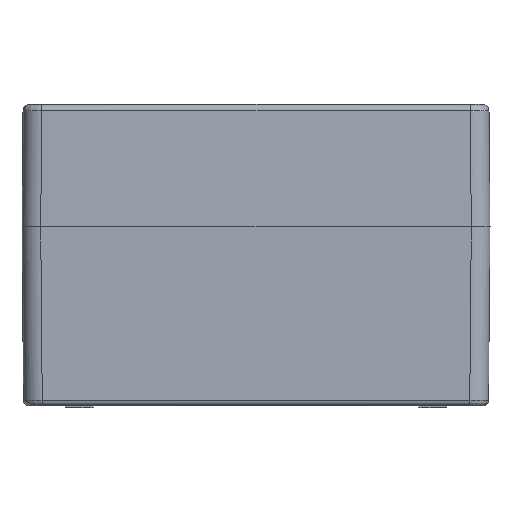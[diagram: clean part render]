
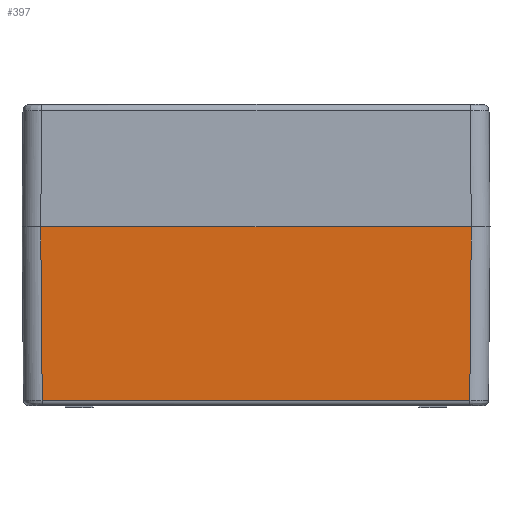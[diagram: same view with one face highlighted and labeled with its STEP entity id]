
A CAD part, left-side view. The second image highlights one B-rep face of the part: STEP entity #397.
In plain terms, the highlighted planar face has unit normal (-1, 0, -0.009).
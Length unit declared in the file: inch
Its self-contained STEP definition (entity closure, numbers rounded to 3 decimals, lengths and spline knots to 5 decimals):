
#324 = VECTOR ( 'NONE', #13062, 39.37008 ) ;
#397 = ADVANCED_FACE ( 'NONE', ( #17169 ), #10356, .T. ) ;
#1567 = VERTEX_POINT ( 'NONE', #2006 ) ;
#2006 = CARTESIAN_POINT ( 'NONE',  ( -4.9879, 4.49578, -3.64276 ) ) ;
#2268 = CARTESIAN_POINT ( 'NONE',  ( -5.01969, 4.92126, 0. ) ) ;
#2529 = DIRECTION ( 'NONE',  ( 0., 1., 0. ) ) ;
#3348 = CARTESIAN_POINT ( 'NONE',  ( -5.01969, -4.52757, 0. ) ) ;
#3489 = CARTESIAN_POINT ( 'NONE',  ( -5.01934, -4.52723, -0.03951 ) ) ;
#3596 = EDGE_CURVE ( 'NONE', #15221, #1567, #14823, .T. ) ;
#4185 = DIRECTION ( 'NONE',  ( -0.009, 0.009, 1. ) ) ;
#4450 = CARTESIAN_POINT ( 'NONE',  ( -5.01933, 4.52722, -0.04036 ) ) ;
#4921 = LINE ( 'NONE', #3489, #324 ) ;
#5072 = CARTESIAN_POINT ( 'NONE',  ( -5.01969, 4.52757, 0. ) ) ;
#5884 = LINE ( 'NONE', #4450, #11349 ) ;
#6925 = ORIENTED_EDGE ( 'NONE', *, *, #6943, .F. ) ;
#6943 = EDGE_CURVE ( 'NONE', #1567, #16056, #5884, .T. ) ;
#8280 = ORIENTED_EDGE ( 'NONE', *, *, #13269, .F. ) ;
#8926 = CARTESIAN_POINT ( 'NONE',  ( -5.01969, 4.92126, 0. ) ) ;
#10260 = DIRECTION ( 'NONE',  ( -0.009, 0., 1. ) ) ;
#10356 = PLANE ( 'NONE',  #10614 ) ;
#10614 = AXIS2_PLACEMENT_3D ( 'NONE', #8926, #13122, #10260 ) ;
#10807 = CARTESIAN_POINT ( 'NONE',  ( -4.9879, -4.49578, -3.64276 ) ) ;
#11258 = EDGE_CURVE ( 'NONE', #14007, #16056, #12128, .T. ) ;
#11349 = VECTOR ( 'NONE', #4185, 39.37008 ) ;
#12128 = LINE ( 'NONE', #2268, #16273 ) ;
#12311 = VECTOR ( 'NONE', #2529, 39.37008 ) ;
#13062 = DIRECTION ( 'NONE',  ( 0.009, 0.009, -1. ) ) ;
#13122 = DIRECTION ( 'NONE',  ( -1., 0., -0.009 ) ) ;
#13269 = EDGE_CURVE ( 'NONE', #14007, #15221, #4921, .T. ) ;
#13465 = CARTESIAN_POINT ( 'NONE',  ( -4.9879, 2.46063, -3.64276 ) ) ;
#13832 = ORIENTED_EDGE ( 'NONE', *, *, #11258, .T. ) ;
#14007 = VERTEX_POINT ( 'NONE', #3348 ) ;
#14320 = EDGE_LOOP ( 'NONE', ( #6925, #17157, #8280, #13832 ) ) ;
#14734 = DIRECTION ( 'NONE',  ( 0., 1., 0. ) ) ;
#14823 = LINE ( 'NONE', #13465, #12311 ) ;
#15221 = VERTEX_POINT ( 'NONE', #10807 ) ;
#16056 = VERTEX_POINT ( 'NONE', #5072 ) ;
#16273 = VECTOR ( 'NONE', #14734, 39.37008 ) ;
#17157 = ORIENTED_EDGE ( 'NONE', *, *, #3596, .F. ) ;
#17169 = FACE_OUTER_BOUND ( 'NONE', #14320, .T. ) ;
